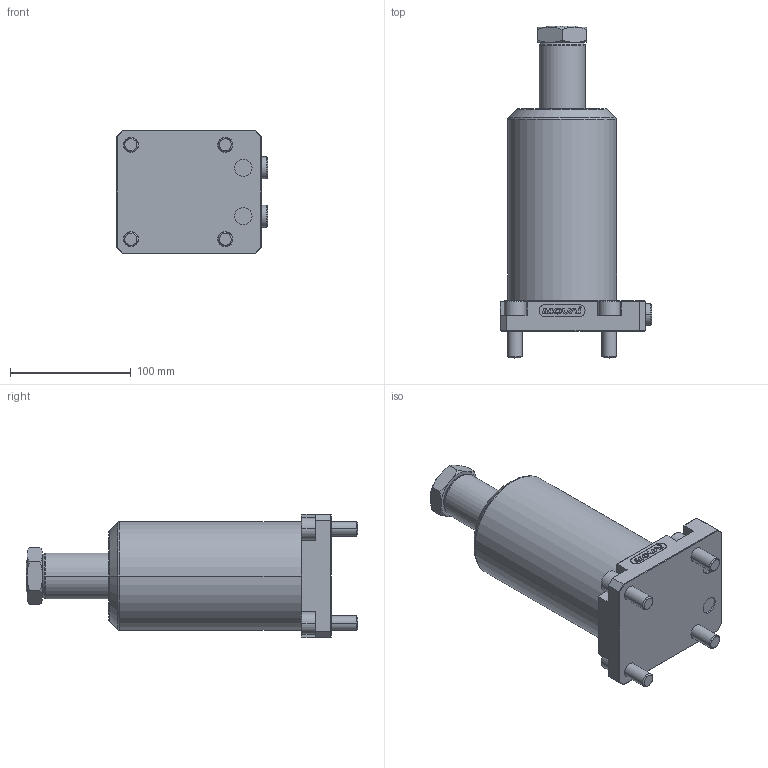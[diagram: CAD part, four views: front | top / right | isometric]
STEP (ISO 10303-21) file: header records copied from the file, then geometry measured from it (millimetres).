
FILE_DESCRIPTION (( 'STEP AP214' ), '1' );
FILE_NAME ('MVI-FI633890-60E.step', '2023-11-02T18:11:41', ( '' ), ( '' ), 'SwSTEP 2.0', 'SolidWorks 2020', '' );
FILE_SCHEMA (( 'AUTOMOTIVE_DESIGN' ));
Length unit declared in the file: millimetre
Products named in the file (1): MVI-FI633890-60E
Bounding box: 125 x 274.5 x 102 mm (x, y, z)
Volume: 1203669.8 mm3; surface area: 139893.2 mm2
Topology: 5 solids, 7 shells, 365 faces, 890 edges, 576 vertices
Faces by surface type: plane 201, cylinder 80, bspline 38, cone 26, torus 20
Entity records: 16311 total; most frequent: CARTESIAN_POINT 5414, ORIENTED_EDGE 1780, DIRECTION 1654, EDGE_CURVE 890, VERTEX_POINT 576, AXIS2_PLACEMENT_3D 560, LINE 534, VECTOR 534
